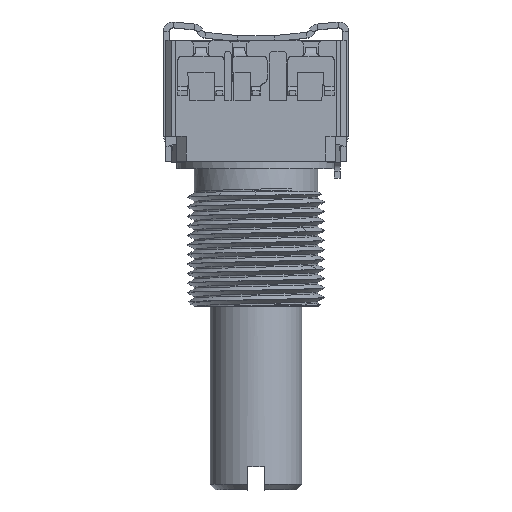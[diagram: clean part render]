
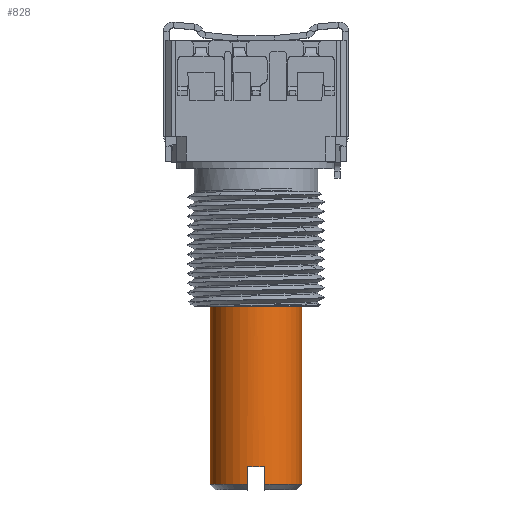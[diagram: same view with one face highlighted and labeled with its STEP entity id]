
A CAD part, top view. The second image highlights one B-rep face of the part: STEP entity #828.
In plain terms, the highlighted cylindrical face has radius 3.171 mm (diameter 6.342 mm), a partial arc.
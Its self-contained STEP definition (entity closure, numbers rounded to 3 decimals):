
#828=ADVANCED_FACE('',(#2401),#2402,.T.);
#2401=FACE_OUTER_BOUND('',#7011,.T.);
#2402=CYLINDRICAL_SURFACE('',#7012,3.171);
#7011=EDGE_LOOP('',(#13307,#13308,#13309,#13310,#13311,#13312,#13313,#13314));
#7012=AXIS2_PLACEMENT_3D('',#13315,#13316,#13317);
#13307=ORIENTED_EDGE('',*,*,#15562,.T.);
#13308=ORIENTED_EDGE('',*,*,#15552,.T.);
#13309=ORIENTED_EDGE('',*,*,#15550,.F.);
#13310=ORIENTED_EDGE('',*,*,#15559,.T.);
#13311=ORIENTED_EDGE('',*,*,#15558,.T.);
#13312=ORIENTED_EDGE('',*,*,#15563,.F.);
#13313=ORIENTED_EDGE('',*,*,#15556,.F.);
#13314=ORIENTED_EDGE('',*,*,#15561,.T.);
#13315=CARTESIAN_POINT('',(0.0,-28.499,0.0));
#13316=DIRECTION('',(0.0,-1.0,0.0));
#13317=DIRECTION('',(1.0,0.0,0.0));
#15550=EDGE_CURVE('',#18853,#18855,#18856,.T.);
#15552=EDGE_CURVE('',#18858,#18855,#18859,.T.);
#15556=EDGE_CURVE('',#18829,#18864,#18865,.T.);
#15558=EDGE_CURVE('',#18838,#18866,#18868,.T.);
#15559=EDGE_CURVE('',#18853,#18838,#18869,.T.);
#15561=EDGE_CURVE('',#18829,#18870,#18872,.T.);
#15562=EDGE_CURVE('',#18870,#18858,#18873,.T.);
#15563=EDGE_CURVE('',#18864,#18866,#18874,.T.);
#18829=VERTEX_POINT('',#26807);
#18838=VERTEX_POINT('',#26822);
#18853=VERTEX_POINT('',#26846);
#18855=VERTEX_POINT('',#26853);
#18856=LINE('',#26854,#26855);
#18858=VERTEX_POINT('',#26858);
#18859=CIRCLE('',#26859,3.171);
#18864=VERTEX_POINT('',#26866);
#18865=LINE('',#26867,#26868);
#18866=VERTEX_POINT('',#26869);
#18868=LINE('',#26871,#26872);
#18869=CIRCLE('',#26873,3.171);
#18870=VERTEX_POINT('',#26874);
#18872=CIRCLE('',#26881,3.171);
#18873=LINE('',#26882,#26883);
#18874=CIRCLE('',#26884,3.171);
#26807=CARTESIAN_POINT('',(-3.171,-28.118,0.0));
#26822=CARTESIAN_POINT('',(3.171,-28.118,0.0));
#26846=CARTESIAN_POINT('',(0.597,-28.118,3.115));
#26853=CARTESIAN_POINT('',(0.597,-26.899,3.115));
#26854=CARTESIAN_POINT('',(0.597,-28.118,3.115));
#26855=VECTOR('',#29319,1.219);
#26858=CARTESIAN_POINT('',(-0.597,-26.899,3.115));
#26859=AXIS2_PLACEMENT_3D('',#29321,#29322,#29323);
#26866=CARTESIAN_POINT('',(-3.171,-8.103,0.0));
#26867=CARTESIAN_POINT('',(-3.171,-28.118,0.0));
#26868=VECTOR('',#29329,20.015);
#26869=CARTESIAN_POINT('',(3.171,-8.103,0.0));
#26871=CARTESIAN_POINT('',(3.171,-28.118,0.0));
#26872=VECTOR('',#29333,20.015);
#26873=AXIS2_PLACEMENT_3D('',#29334,#29335,#29336);
#26874=CARTESIAN_POINT('',(-0.597,-28.118,3.115));
#26881=AXIS2_PLACEMENT_3D('',#29337,#29338,#29339);
#26882=CARTESIAN_POINT('',(-0.597,-28.118,3.115));
#26883=VECTOR('',#29340,1.219);
#26884=AXIS2_PLACEMENT_3D('',#29341,#29342,#29343);
#29319=DIRECTION('',(0.0,1.0,0.0));
#29321=CARTESIAN_POINT('',(0.0,-26.899,0.0));
#29322=DIRECTION('',(0.0,1.0,0.0));
#29323=DIRECTION('',(-0.188,0.0,0.982));
#29329=DIRECTION('',(0.0,1.0,0.0));
#29333=DIRECTION('',(0.0,1.0,0.0));
#29334=CARTESIAN_POINT('',(0.0,-28.118,0.0));
#29335=DIRECTION('',(-0.0,1.0,0.0));
#29336=DIRECTION('',(0.188,0.0,0.982));
#29337=CARTESIAN_POINT('',(0.0,-28.118,0.0));
#29338=DIRECTION('',(0.0,1.0,0.0));
#29339=DIRECTION('',(-1.0,0.0,0.0));
#29340=DIRECTION('',(0.0,1.0,0.0));
#29341=CARTESIAN_POINT('',(0.0,-8.103,0.0));
#29342=DIRECTION('',(0.0,1.0,0.0));
#29343=DIRECTION('',(-1.0,0.0,0.0));
